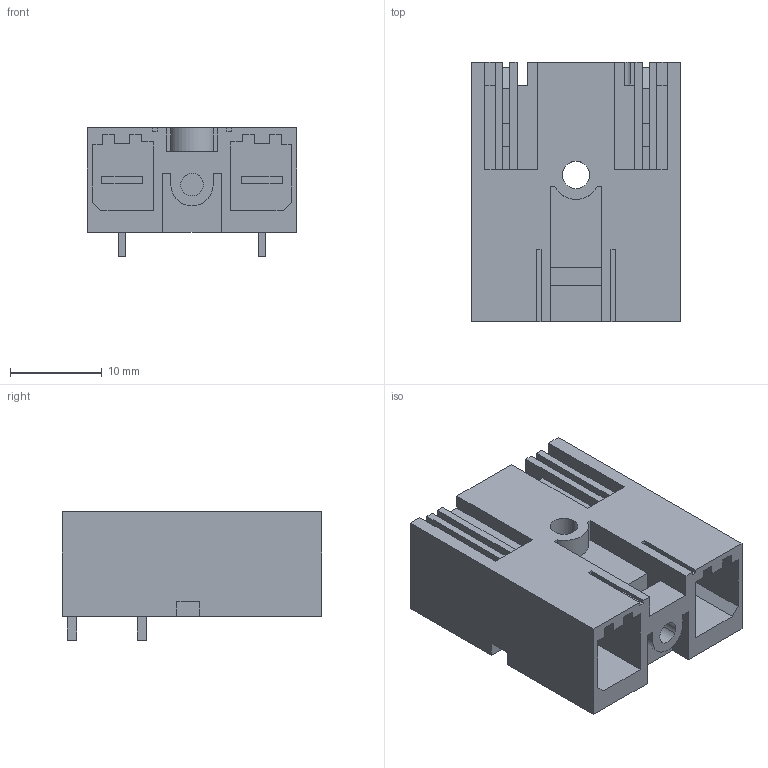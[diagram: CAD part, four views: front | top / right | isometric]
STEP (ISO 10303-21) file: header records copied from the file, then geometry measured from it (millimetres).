
FILE_DESCRIPTION(('CATIA V5 STEP Exchange','CAx-IF Rec.Pracs.--- Model Styling and Organization---1.4--- 2014-01-23'),'2;1');
FILE_NAME ('224174-1_0', '2020-12-07T16:58:20+00:00', ('none'), ('Weidmueller'), 'CATIA Version 5-6 Release 2016 SP3 HF44', 'CATIA V5 STEP AP214', 'none');
FILE_SCHEMA(('AUTOMOTIVE_DESIGN { 1 0 10303 214 1 1 1 1 }'));
Length unit declared in the file: millimetre
Products named in the file (1): 2499530000
Bounding box: 22.86 x 28.3 x 14 mm (x, y, z)
Volume: 4572.9 mm3; surface area: 5289.1 mm2
Topology: 3 solids, 3 shells, 199 faces, 571 edges, 380 vertices
Faces by surface type: plane 185, cylinder 14
Entity records: 6430 total; most frequent: ORIENTED_EDGE 1142, CARTESIAN_POINT 1129, DIRECTION 908, EDGE_CURVE 571, VECTOR 541, LINE 541, VERTEX_POINT 380, EDGE_LOOP 209
